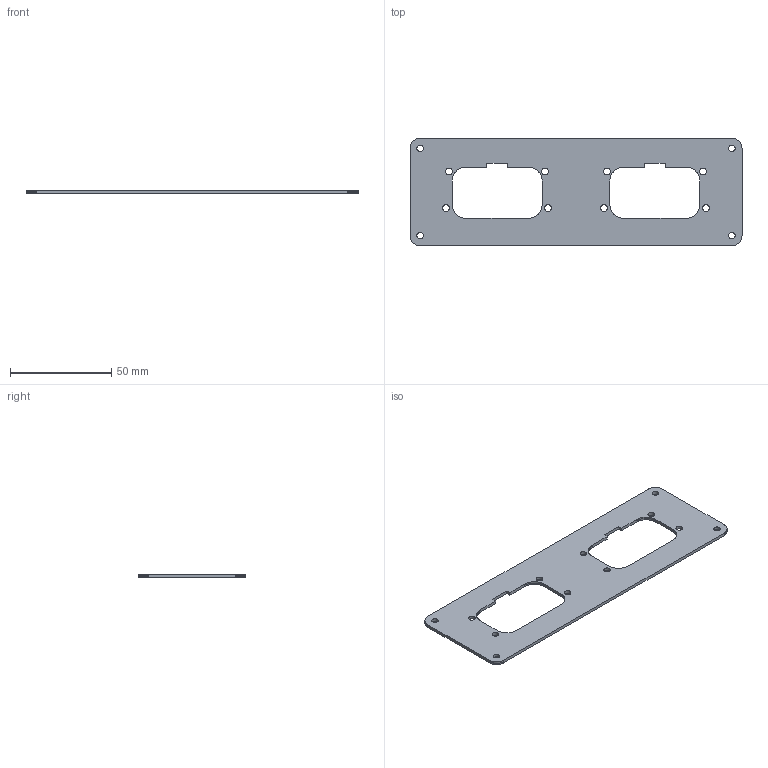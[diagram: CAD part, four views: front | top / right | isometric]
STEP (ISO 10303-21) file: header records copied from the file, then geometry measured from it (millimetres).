
FILE_DESCRIPTION(('KiCad electronic assembly'),'2;1');
FILE_NAME('loggerpanel.step','2023-11-14T16:11:47',('Pcbnew'),('Kicad'), 'Open CASCADE STEP processor 7.7','KiCad to STEP converter','Unknown' );
FILE_SCHEMA(('AUTOMOTIVE_DESIGN { 1 0 10303 214 1 1 1 1 }'));
Length unit declared in the file: millimetre
Products named in the file (2): loggerpanel 1; loggerpanel PCB
Assembly tree (1 placements, depth 2):
  loggerpanel 1
    loggerpanel PCB
Bounding box: 164 x 53 x 1.58 mm (x, y, z)
Volume: 10059.4 mm3; surface area: 14016.4 mm2
Topology: 1 solids, 1 shells, 266 faces, 792 edges, 528 vertices
Faces by surface type: plane 254, cylinder 12
Full cylindrical faces by diameter (mm): 3.2 x4, 3.3 x8
Entity records: 19233 total; most frequent: CARTESIAN_POINT 3316, DIRECTION 2912, LINE 2328, VECTOR 2328, ORIENTED_EDGE 1584, PCURVE 1584, DEFINITIONAL_REPRESENTATION 1584, EDGE_CURVE 792
